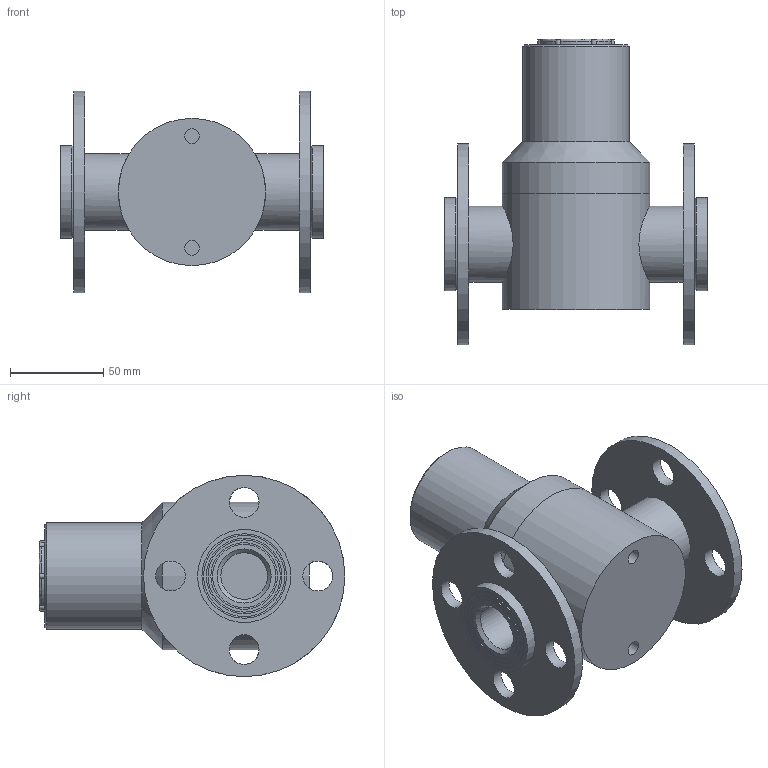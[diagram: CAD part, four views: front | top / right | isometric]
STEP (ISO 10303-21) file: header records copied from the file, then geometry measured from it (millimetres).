
FILE_DESCRIPTION (( 'STEP AP214' ), '1' );
FILE_NAME ('1-1104-1X-150.STEP', '2019-10-28T11:13:37', ( '' ), ( '' ), 'SwSTEP 2.0', 'SolidWorks 2020', '' );
FILE_SCHEMA (( 'AUTOMOTIVE_DESIGN' ));
Length unit declared in the file: millimetre
Products named in the file (6): PVC Bonnet all size_32mm PVC-304; 1-1104-1X-150; 1 inch ANSI 150 SS BR; 32mm Fusion Stub - PP; 32 + 40mm Dust Cap; 32mm Fusion Weld body - PS-90-149
Assembly tree (7 placements, depth 2):
  1-1104-1X-150
    32mm Fusion Weld body - PS-90-149
    32mm Fusion Stub - PP  x2
    PVC Bonnet all size_32mm PVC-304
    32 + 40mm Dust Cap
    1 inch ANSI 150 SS BR  x2
Bounding box: 140.9 x 164 x 108 mm (x, y, z)
Volume: 695577.8 mm3; surface area: 120770.3 mm2
Topology: 7 solids, 7 shells, 124 faces, 253 edges, 167 vertices
Faces by surface type: cylinder 57, plane 39, torus 13, cone 8, bspline 7
Full cylindrical faces by diameter (mm): 7.938 x2, 16 x9, 25 x2, 26 x2, 27.5 x1, 33.948 x2, 35 x1, 35.748 x2, 38.748 x2, 40.548 x2, 41 x2, 41.5 x2, 43.548 x2, 45.348 x2, 50 x2, 51.029 x1, 57 x1, 79 x2, 108 x2
Entity records: 5579 total; most frequent: CARTESIAN_POINT 3442, DIRECTION 408, ORIENTED_EDGE 328, AXIS2_PLACEMENT_3D 194, EDGE_CURVE 164, EDGE_LOOP 158, VERTEX_POINT 128, FACE_OUTER_BOUND 123
